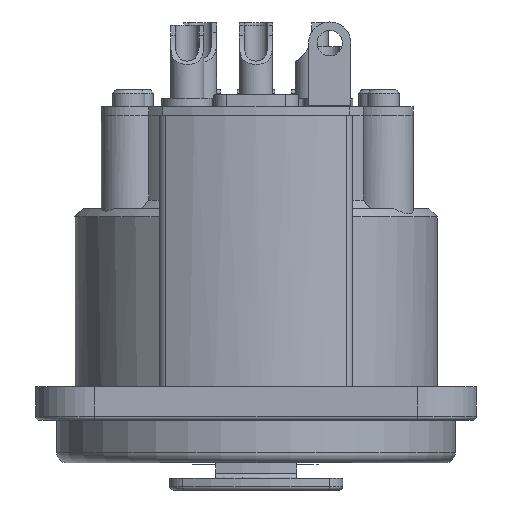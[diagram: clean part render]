
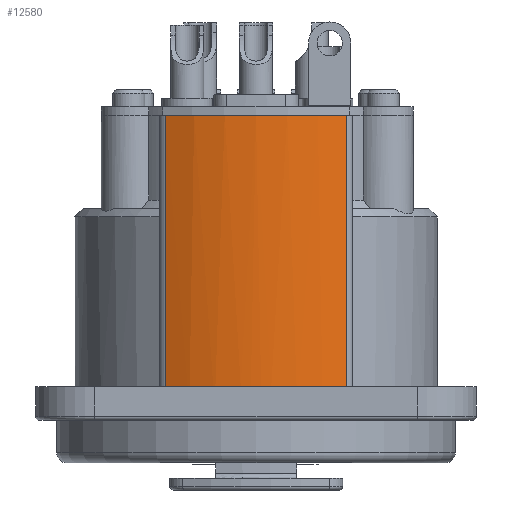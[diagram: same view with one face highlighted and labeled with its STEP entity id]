
A CAD part, left-side view. The second image highlights one B-rep face of the part: STEP entity #12580.
In plain terms, the highlighted cylindrical face has radius 12.181 mm (diameter 24.363 mm), a partial arc.
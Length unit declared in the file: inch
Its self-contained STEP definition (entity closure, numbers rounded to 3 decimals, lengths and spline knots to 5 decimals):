
#96=CYLINDRICAL_SURFACE('',#13257,0.47958);
#445=CIRCLE('',#13231,0.47958);
#464=CIRCLE('',#13258,0.47958);
#465=CIRCLE('',#13259,0.47958);
#466=CIRCLE('',#13260,0.47958);
#962=FACE_OUTER_BOUND('',#1469,.T.);
#1469=EDGE_LOOP('',(#9055,#9056,#9057,#9058,#9059,#9060,#9061,#9062));
#2121=LINE('',#17724,#3232);
#2122=LINE('',#17726,#3233);
#2123=LINE('',#17730,#3234);
#2124=LINE('',#17734,#3235);
#3232=VECTOR('',#14482,0.67717);
#3233=VECTOR('',#14483,0.67717);
#3234=VECTOR('',#14486,0.04724);
#3235=VECTOR('',#14489,0.04724);
#4927=VERTEX_POINT('',#17597);
#4928=VERTEX_POINT('',#17599);
#4976=VERTEX_POINT('',#17723);
#4977=VERTEX_POINT('',#17725);
#4978=VERTEX_POINT('',#17727);
#4979=VERTEX_POINT('',#17729);
#4980=VERTEX_POINT('',#17731);
#4981=VERTEX_POINT('',#17733);
#6737=EDGE_CURVE('',#4928,#4927,#445,.T.);
#6794=EDGE_CURVE('',#4928,#4976,#2121,.T.);
#6795=EDGE_CURVE('',#4977,#4927,#2122,.T.);
#6796=EDGE_CURVE('',#4978,#4977,#464,.T.);
#6797=EDGE_CURVE('',#4979,#4978,#2123,.T.);
#6798=EDGE_CURVE('',#4980,#4979,#465,.T.);
#6799=EDGE_CURVE('',#4981,#4980,#2124,.T.);
#6800=EDGE_CURVE('',#4976,#4981,#466,.T.);
#9055=ORIENTED_EDGE('',*,*,#6794,.F.);
#9056=ORIENTED_EDGE('',*,*,#6737,.T.);
#9057=ORIENTED_EDGE('',*,*,#6795,.F.);
#9058=ORIENTED_EDGE('',*,*,#6796,.F.);
#9059=ORIENTED_EDGE('',*,*,#6797,.F.);
#9060=ORIENTED_EDGE('',*,*,#6798,.F.);
#9061=ORIENTED_EDGE('',*,*,#6799,.F.);
#9062=ORIENTED_EDGE('',*,*,#6800,.F.);
#12580=ADVANCED_FACE('',(#962),#96,.T.);
#13231=AXIS2_PLACEMENT_3D('',#17600,#14394,#14395);
#13257=AXIS2_PLACEMENT_3D('',#17722,#14480,#14481);
#13258=AXIS2_PLACEMENT_3D('',#17728,#14484,#14485);
#13259=AXIS2_PLACEMENT_3D('',#17732,#14487,#14488);
#13260=AXIS2_PLACEMENT_3D('',#17735,#14490,#14491);
#14394=DIRECTION('center_axis',(0.,0.,
-1.));
#14395=DIRECTION('ref_axis',(-0.884,0.468,0.));
#14480=DIRECTION('center_axis',(0.,0.,1.));
#14481=DIRECTION('ref_axis',(-0.884,0.468,0.));
#14482=DIRECTION('',(0.,0.,-1.));
#14483=DIRECTION('',(0.,0.,1.));
#14484=DIRECTION('center_axis',(0.,0.,-1.));
#14485=DIRECTION('ref_axis',(0.884,0.468,0.));
#14486=DIRECTION('',(0.,0.,-1.));
#14487=DIRECTION('center_axis',(0.,0.,-1.));
#14488=DIRECTION('ref_axis',(-0.884,0.468,0.));
#14489=DIRECTION('',(0.,0.,1.));
#14490=DIRECTION('center_axis',(0.,0.,-1.));
#14491=DIRECTION('ref_axis',(0.884,0.468,0.));
#17597=CARTESIAN_POINT('',(-0.43058,0.21119,0.80709));
#17599=CARTESIAN_POINT('',(-0.43058,-0.21119,0.80709));
#17600=CARTESIAN_POINT('Origin',(0.,0.,
0.80709));
#17722=CARTESIAN_POINT('Origin',(0.,0.,
0.17717));
#17723=CARTESIAN_POINT('',(-0.43058,-0.21119,0.12992));
#17724=CARTESIAN_POINT('',(-0.43058,-0.21119,0.17717));
#17725=CARTESIAN_POINT('',(-0.43058,0.21119,0.12992));
#17726=CARTESIAN_POINT('',(-0.43058,0.21119,0.17717));
#17727=CARTESIAN_POINT('',(-0.47827,0.03543,0.12992));
#17728=CARTESIAN_POINT('Origin',(0.,0.,
0.12992));
#17729=CARTESIAN_POINT('',(-0.47827,0.03543,0.17717));
#17730=CARTESIAN_POINT('',(-0.47827,0.03543,0.17717));
#17731=CARTESIAN_POINT('',(-0.47827,-0.03543,0.17717));
#17732=CARTESIAN_POINT('Origin',(0.,0.,
0.17717));
#17733=CARTESIAN_POINT('',(-0.47827,-0.03543,0.12992));
#17734=CARTESIAN_POINT('',(-0.47827,-0.03543,0.17717));
#17735=CARTESIAN_POINT('Origin',(0.,0.,
0.12992));
